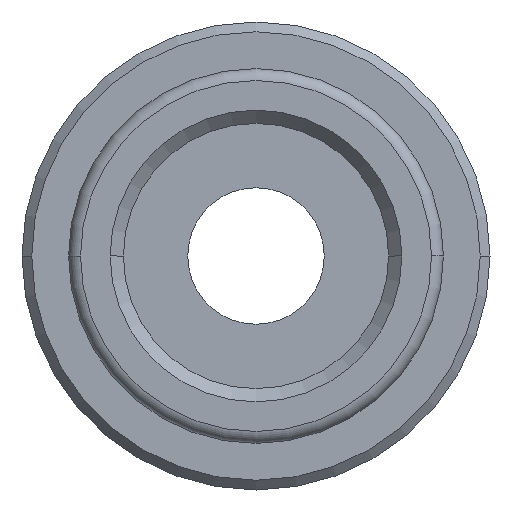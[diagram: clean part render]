
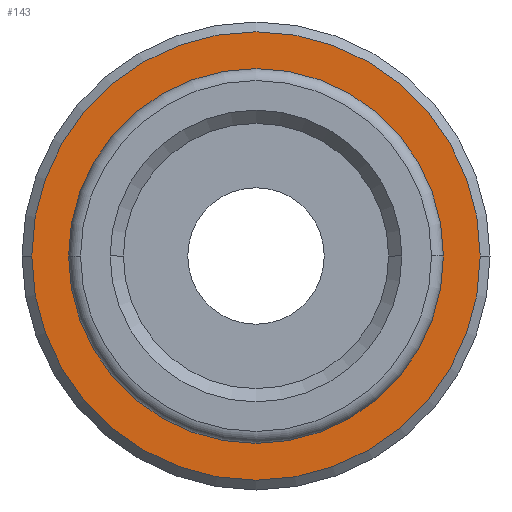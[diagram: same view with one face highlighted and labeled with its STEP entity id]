
A CAD part, front view. The second image highlights one B-rep face of the part: STEP entity #143.
In plain terms, the highlighted planar face has unit normal (0, -1, 0).
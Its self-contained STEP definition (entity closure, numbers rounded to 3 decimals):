
#143=ADVANCED_FACE('',(#314,#315),#316,.T.);
#314=FACE_BOUND('',#507,.T.);
#315=FACE_OUTER_BOUND('',#508,.T.);
#316=PLANE('',#509);
#507=EDGE_LOOP('',(#838,#839));
#508=EDGE_LOOP('',(#840,#841));
#509=AXIS2_PLACEMENT_3D('',#842,#843,#844);
#838=ORIENTED_EDGE('',*,*,#1190,.T.);
#839=ORIENTED_EDGE('',*,*,#1191,.T.);
#840=ORIENTED_EDGE('',*,*,#1095,.F.);
#841=ORIENTED_EDGE('',*,*,#1192,.F.);
#842=CARTESIAN_POINT('',(5.75,3.6,0.0));
#843=DIRECTION('',(0.,-1.0,0.0));
#844=DIRECTION('',(-1.0,0.,0.0));
#1095=EDGE_CURVE('',#1289,#1292,#1293,.T.);
#1190=EDGE_CURVE('',#1429,#1430,#1431,.T.);
#1191=EDGE_CURVE('',#1430,#1429,#1432,.T.);
#1192=EDGE_CURVE('',#1292,#1289,#1433,.T.);
#1289=VERTEX_POINT('',#1542);
#1292=VERTEX_POINT('',#1546);
#1293=CIRCLE('',#1547,11.5);
#1429=VERTEX_POINT('',#1708);
#1430=VERTEX_POINT('',#1709);
#1431=CIRCLE('',#1710,9.0);
#1432=CIRCLE('',#1711,9.0);
#1433=CIRCLE('',#1712,11.5);
#1542=CARTESIAN_POINT('',(11.5,3.6,0.0));
#1546=CARTESIAN_POINT('',(-11.5,3.6,0.));
#1547=AXIS2_PLACEMENT_3D('',#1824,#1825,#1826);
#1708=CARTESIAN_POINT('',(-9.0,3.6,0.));
#1709=CARTESIAN_POINT('',(9.0,3.6,0.));
#1710=AXIS2_PLACEMENT_3D('',#1984,#1985,#1986);
#1711=AXIS2_PLACEMENT_3D('',#1987,#1988,#1989);
#1712=AXIS2_PLACEMENT_3D('',#1990,#1991,#1992);
#1824=CARTESIAN_POINT('',(0.0,3.6,0.0));
#1825=DIRECTION('',(-0.0,1.0,0.0));
#1826=DIRECTION('',(1.0,0.0,0.0));
#1984=CARTESIAN_POINT('',(0.0,3.6,0.0));
#1985=DIRECTION('',(0.,1.0,0.0));
#1986=DIRECTION('',(1.0,0.,0.0));
#1987=CARTESIAN_POINT('',(0.0,3.6,0.0));
#1988=DIRECTION('',(0.,1.0,0.0));
#1989=DIRECTION('',(1.0,0.,0.0));
#1990=CARTESIAN_POINT('',(0.0,3.6,0.0));
#1991=DIRECTION('',(-0.0,1.0,0.0));
#1992=DIRECTION('',(1.0,0.0,0.0));
